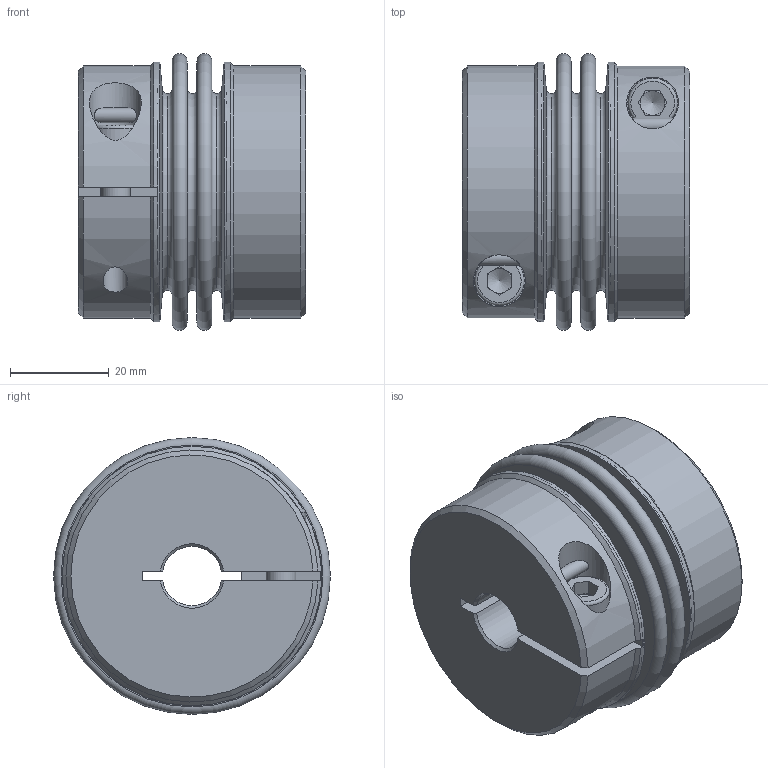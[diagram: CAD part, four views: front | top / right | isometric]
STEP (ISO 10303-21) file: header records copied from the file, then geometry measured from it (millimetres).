
FILE_DESCRIPTION( ( 'Unknown' ), '1' );
FILE_NAME( 'KG 40 - 2W.stp', 'Unknown', ( 'Unknown' ), ( 'Unknown' ), 'PSStep 10.1', 'Unknown', ' ' );
FILE_SCHEMA( ( 'AUTOMOTIVE_DESIGN { 1 0 10303 214 1 1 1 1 }' ) );
Length unit declared in the file: millimetre
Products named in the file (1): 20716857
Bounding box: 46 x 55.99 x 55.99 mm (x, y, z)
Volume: 63150.3 mm3; surface area: 32606.4 mm2
Topology: 1 solids, 1 shells, 112 faces, 271 edges, 175 vertices
Faces by surface type: plane 56, cylinder 22, cone 18, torus 16
Full cylindrical faces by diameter (mm): 5 x2, 6 x2, 6.4 x2, 10 x2, 10.5 x2, 52.1 x2, 52.5 x2
Entity records: 4216 total; most frequent: CARTESIAN_POINT 887, DIRECTION 534, ORIENTED_EDGE 420, AXIS2_PLACEMENT_3D 217, EDGE_CURVE 210, EDGE_LOOP 170, VERTEX_POINT 154, FACE_OUTER_BOUND 142
